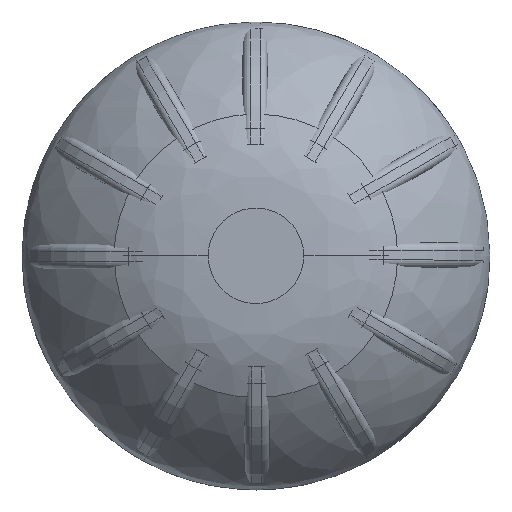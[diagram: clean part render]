
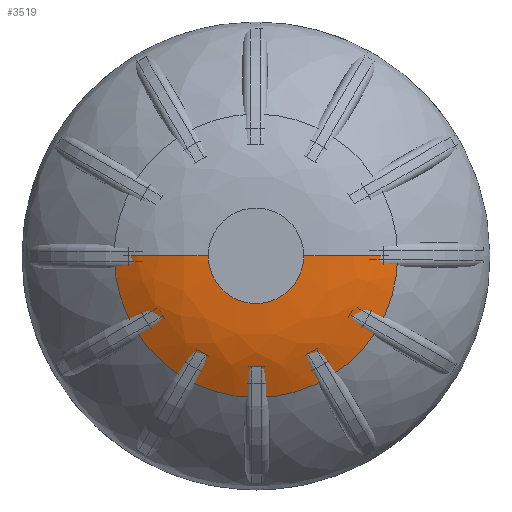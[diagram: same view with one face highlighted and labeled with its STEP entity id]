
A CAD part, top view. The second image highlights one B-rep face of the part: STEP entity #3519.
In plain terms, the highlighted free-form (B-spline) face has degree [3, 3] with [4, 10] control points.
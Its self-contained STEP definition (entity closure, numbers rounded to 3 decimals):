
#29=B_SPLINE_SURFACE_WITH_KNOTS('',3,3,((#7586,#7587,#7588,#7589,#7590,
#7591,#7592,#7593,#7594,#7595),(#7596,#7597,#7598,#7599,#7600,#7601,#7602,
#7603,#7604,#7605),(#7606,#7607,#7608,#7609,#7610,#7611,#7612,#7613,#7614,
#7615),(#7616,#7617,#7618,#7619,#7620,#7621,#7622,#7623,#7624,#7625)),
 .UNSPECIFIED.,.F.,.F.,.F.,(4,4),(4,1,1,1,1,1,1,4),(0.,1.),(-1.21,
-1.037,-0.864,-0.692,-0.519,
-0.346,-0.173,0.),.UNSPECIFIED.);
#813=FACE_OUTER_BOUND('',#1047,.T.);
#1047=EDGE_LOOP('',(#3216,#3217,#3218,#3219));
#1148=B_SPLINE_CURVE_WITH_KNOTS('',3,(#7372,#7373,#7374,#7375,#7376,#7377,
#7378,#7379,#7380,#7381),.UNSPECIFIED.,.F.,.F.,(4,1,1,1,1,1,1,4),(0.,0.173,
0.346,0.519,0.692,0.864,
1.037,1.21),.UNSPECIFIED.);
#1151=B_SPLINE_CURVE_WITH_KNOTS('',3,(#7564,#7565,#7566,#7567,#7568,#7569,
#7570,#7571,#7572,#7573,#7574,#7575,#7576,#7577,#7578,#7579,#7580,#7581,
#7582,#7583,#7584,#7585),.UNSPECIFIED.,.F.,.F.,(4,3,3,3,3,3,3,4),(0.001,
0.886,1.772,2.658,3.543,4.429,
5.314,6.2),.UNSPECIFIED.);
#1367=CIRCLE('',#4006,15.);
#1371=CIRCLE('',#4018,15.);
#1679=VERTEX_POINT('',#7157);
#1680=VERTEX_POINT('',#7158);
#1688=VERTEX_POINT('',#7367);
#1689=VERTEX_POINT('',#7398);
#2181=EDGE_CURVE('',#1679,#1680,#1367,.T.);
#2195=EDGE_CURVE('',#1679,#1688,#1148,.T.);
#2197=EDGE_CURVE('',#1688,#1689,#1371,.T.);
#2199=EDGE_CURVE('',#1689,#1680,#1151,.T.);
#3216=ORIENTED_EDGE('',*,*,#2181,.F.);
#3217=ORIENTED_EDGE('',*,*,#2195,.T.);
#3218=ORIENTED_EDGE('',*,*,#2197,.T.);
#3219=ORIENTED_EDGE('',*,*,#2199,.T.);
#3519=ADVANCED_FACE('',(#813),#29,.F.);
#4006=AXIS2_PLACEMENT_3D('',#7159,#5070,#5071);
#4018=AXIS2_PLACEMENT_3D('',#7403,#5100,#5101);
#5070=DIRECTION('center_axis',(0.,1.,0.));
#5071=DIRECTION('ref_axis',(0.,0.,1.));
#5100=DIRECTION('center_axis',(0.,-1.,
0.));
#5101=DIRECTION('ref_axis',(0.,0.,1.));
#7157=CARTESIAN_POINT('',(3.938,0.007,10.));
#7158=CARTESIAN_POINT('',(11.572,0.007,7.913));
#7159=CARTESIAN_POINT('Origin',(3.938,0.007,-5.));
#7367=CARTESIAN_POINT('',(-3.815,0.005,10.));
#7372=CARTESIAN_POINT('Ctrl Pts',(3.938,0.007,
10.));
#7373=CARTESIAN_POINT('Ctrl Pts',(3.938,-0.57,10.));
#7374=CARTESIAN_POINT('Ctrl Pts',(3.675,-1.733,10.));
#7375=CARTESIAN_POINT('Ctrl Pts',(2.561,-3.129,10.));
#7376=CARTESIAN_POINT('Ctrl Pts',(0.954,-3.901,10.));
#7377=CARTESIAN_POINT('Ctrl Pts',(-0.828,-3.904,
10.));
#7378=CARTESIAN_POINT('Ctrl Pts',(-2.439,-3.126,10.));
#7379=CARTESIAN_POINT('Ctrl Pts',(-3.549,-1.736,10.));
#7380=CARTESIAN_POINT('Ctrl Pts',(-3.815,-0.571,
10.));
#7381=CARTESIAN_POINT('Ctrl Pts',(-3.815,0.005,
10.));
#7398=CARTESIAN_POINT('',(-11.448,0.003,7.913));
#7403=CARTESIAN_POINT('Origin',(-3.815,0.005,-5.));
#7564=CARTESIAN_POINT('Ctrl Pts',(-11.448,0.003,
7.913));
#7565=CARTESIAN_POINT('Ctrl Pts',(-11.447,-1.708,7.913));
#7566=CARTESIAN_POINT('Ctrl Pts',(-11.053,-3.438,7.913));
#7567=CARTESIAN_POINT('Ctrl Pts',(-10.307,-4.991,7.913));
#7568=CARTESIAN_POINT('Ctrl Pts',(-9.56,-6.543,7.913));
#7569=CARTESIAN_POINT('Ctrl Pts',(-8.461,-7.919,7.913));
#7570=CARTESIAN_POINT('Ctrl Pts',(-7.115,-8.991,7.913));
#7571=CARTESIAN_POINT('Ctrl Pts',(-5.769,-10.064,7.913));
#7572=CARTESIAN_POINT('Ctrl Pts',(-4.175,-10.833,7.913));
#7573=CARTESIAN_POINT('Ctrl Pts',(-2.496,-11.217,7.913));
#7574=CARTESIAN_POINT('Ctrl Pts',(-0.817,-11.601,
7.913));
#7575=CARTESIAN_POINT('Ctrl Pts',(0.946,-11.598,7.913));
#7576=CARTESIAN_POINT('Ctrl Pts',(2.624,-11.215,7.913));
#7577=CARTESIAN_POINT('Ctrl Pts',(4.301,-10.831,7.913));
#7578=CARTESIAN_POINT('Ctrl Pts',(5.892,-10.067,7.913));
#7579=CARTESIAN_POINT('Ctrl Pts',(7.238,-8.994,7.913));
#7580=CARTESIAN_POINT('Ctrl Pts',(8.584,-7.921,7.913));
#7581=CARTESIAN_POINT('Ctrl Pts',(9.686,-6.54,7.913));
#7582=CARTESIAN_POINT('Ctrl Pts',(10.433,-4.986,7.913));
#7583=CARTESIAN_POINT('Ctrl Pts',(11.18,-3.431,7.913));
#7584=CARTESIAN_POINT('Ctrl Pts',(11.572,-1.704,7.913));
#7585=CARTESIAN_POINT('Ctrl Pts',(11.572,0.007,
7.913));
#7586=CARTESIAN_POINT('Ctrl Pts',(-11.448,0.003,
7.913));
#7587=CARTESIAN_POINT('Ctrl Pts',(-11.447,-1.708,7.913));
#7588=CARTESIAN_POINT('Ctrl Pts',(-10.659,-5.168,7.913));
#7589=CARTESIAN_POINT('Ctrl Pts',(-7.362,-9.294,7.913));
#7590=CARTESIAN_POINT('Ctrl Pts',(-2.581,-11.603,7.913));
#7591=CARTESIAN_POINT('Ctrl Pts',(2.71,-11.596,7.913));
#7592=CARTESIAN_POINT('Ctrl Pts',(7.482,-9.302,7.913));
#7593=CARTESIAN_POINT('Ctrl Pts',(10.788,-5.159,7.913));
#7594=CARTESIAN_POINT('Ctrl Pts',(11.572,-1.704,7.913));
#7595=CARTESIAN_POINT('Ctrl Pts',(11.572,0.007,
7.913));
#7596=CARTESIAN_POINT('Ctrl Pts',(-9.15,0.003,
9.271));
#7597=CARTESIAN_POINT('Ctrl Pts',(-9.15,-1.366,9.271));
#7598=CARTESIAN_POINT('Ctrl Pts',(-8.519,-4.135,9.271));
#7599=CARTESIAN_POINT('Ctrl Pts',(-5.88,-7.437,9.271));
#7600=CARTESIAN_POINT('Ctrl Pts',(-2.054,-9.285,9.271));
#7601=CARTESIAN_POINT('Ctrl Pts',(2.182,-9.28,9.271));
#7602=CARTESIAN_POINT('Ctrl Pts',(6.001,-7.444,9.271));
#7603=CARTESIAN_POINT('Ctrl Pts',(8.647,-4.127,9.271));
#7604=CARTESIAN_POINT('Ctrl Pts',(9.274,-1.363,9.271));
#7605=CARTESIAN_POINT('Ctrl Pts',(9.274,0.007,
9.271));
#7606=CARTESIAN_POINT('Ctrl Pts',(-6.484,0.004,10.));
#7607=CARTESIAN_POINT('Ctrl Pts',(-6.484,-0.969,
10.));
#7608=CARTESIAN_POINT('Ctrl Pts',(-6.036,-2.936,10.));
#7609=CARTESIAN_POINT('Ctrl Pts',(-4.161,-5.283,10.));
#7610=CARTESIAN_POINT('Ctrl Pts',(-1.441,-6.596,10.));
#7611=CARTESIAN_POINT('Ctrl Pts',(1.568,-6.592,10.));
#7612=CARTESIAN_POINT('Ctrl Pts',(4.282,-5.288,10.));
#7613=CARTESIAN_POINT('Ctrl Pts',(6.162,-2.931,10.));
#7614=CARTESIAN_POINT('Ctrl Pts',(6.608,-0.966,10.));
#7615=CARTESIAN_POINT('Ctrl Pts',(6.608,0.007,10.));
#7616=CARTESIAN_POINT('Ctrl Pts',(-3.815,0.005,
10.));
#7617=CARTESIAN_POINT('Ctrl Pts',(-3.815,-0.571,
10.));
#7618=CARTESIAN_POINT('Ctrl Pts',(-3.549,-1.736,10.));
#7619=CARTESIAN_POINT('Ctrl Pts',(-2.439,-3.126,10.));
#7620=CARTESIAN_POINT('Ctrl Pts',(-0.828,-3.904,
10.));
#7621=CARTESIAN_POINT('Ctrl Pts',(0.954,-3.901,10.));
#7622=CARTESIAN_POINT('Ctrl Pts',(2.561,-3.129,10.));
#7623=CARTESIAN_POINT('Ctrl Pts',(3.675,-1.733,10.));
#7624=CARTESIAN_POINT('Ctrl Pts',(3.938,-0.57,10.));
#7625=CARTESIAN_POINT('Ctrl Pts',(3.938,0.007,
10.));
